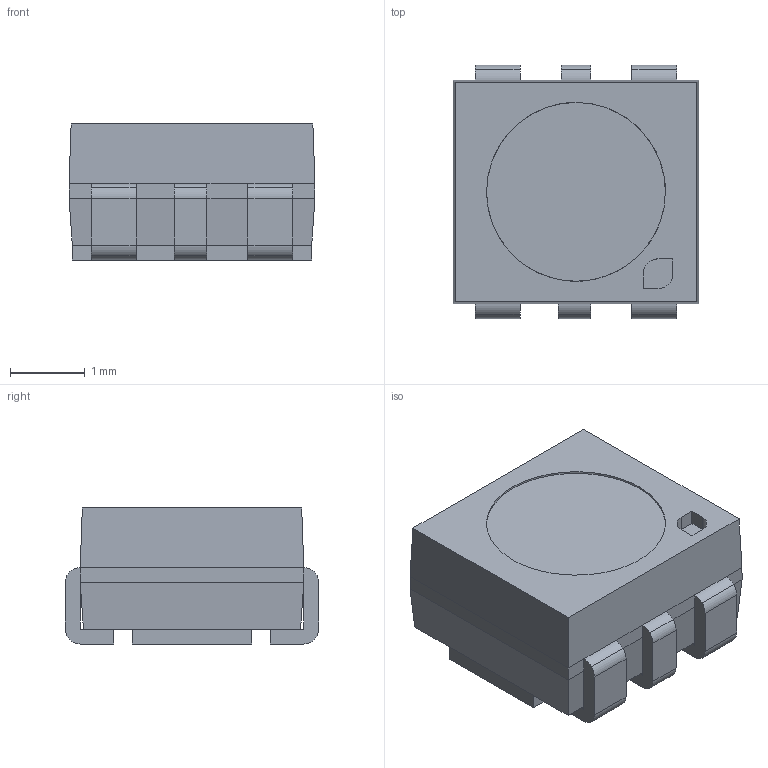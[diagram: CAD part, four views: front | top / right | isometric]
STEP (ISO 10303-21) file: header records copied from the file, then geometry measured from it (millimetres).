
FILE_DESCRIPTION (( 'STEP AP203' ), '1' );
FILE_NAME ('LW_G6CP_020708_geometry.STEP', '2008-07-02T08:11:30', ( 'Standard Client V2.0.0' ), ( 'OSRAM Opto Semiconductors' ), 'SwSTEP 2.0', 'SolidWorks 2007', '' );
FILE_SCHEMA (( 'CONFIG_CONTROL_DESIGN' ));
Length unit declared in the file: millimetre
Products named in the file (1): LW_G6CP_020708_geometry
Bounding box: 3.3 x 3.4 x 1.82 mm (x, y, z)
Volume: 17.6 mm3; surface area: 51.3 mm2
Topology: 1 solids, 1 shells, 104 faces, 289 edges, 177 vertices
Faces by surface type: plane 74, cylinder 30
Entity records: 3388 total; most frequent: CARTESIAN_POINT 615, ORIENTED_EDGE 578, DIRECTION 551, EDGE_CURVE 289, VECTOR 225, LINE 225, VERTEX_POINT 177, AXIS2_PLACEMENT_3D 163
